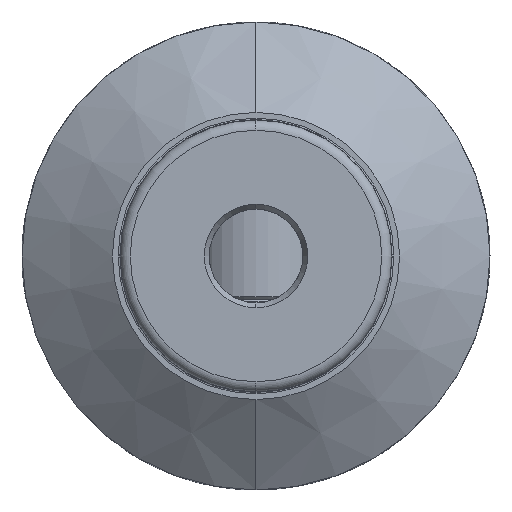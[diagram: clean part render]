
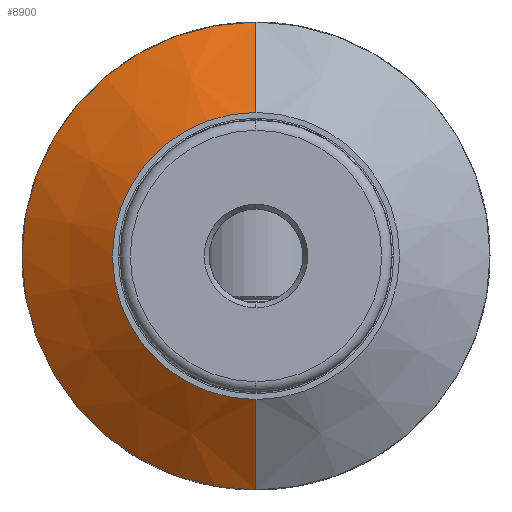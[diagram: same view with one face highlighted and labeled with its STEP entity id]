
A CAD part, left-side view. The second image highlights one B-rep face of the part: STEP entity #8900.
In plain terms, the highlighted conical face has half-angle 55 degrees and reference radius 27.5 mm.
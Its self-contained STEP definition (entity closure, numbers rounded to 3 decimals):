
#770 = EDGE_CURVE ( 'NONE', #36826, #10802, #7979, .T. ) ;
#2106 = DIRECTION ( 'NONE',  ( 0.574, 0., 0.819 ) ) ;
#2848 = VERTEX_POINT ( 'NONE', #17342 ) ;
#3017 = CARTESIAN_POINT ( 'NONE',  ( 1.698, 0., 0. ) ) ;
#3357 = EDGE_CURVE ( 'NONE', #7080, #18825, #24327, .T. ) ;
#7080 = VERTEX_POINT ( 'NONE', #45723 ) ;
#7979 = CIRCLE ( 'NONE', #22116, 27.5 ) ;
#8900 = ADVANCED_FACE ( 'NONE', ( #53526 ), #41827, .T. ) ;
#9048 = CARTESIAN_POINT ( 'NONE',  ( 1.698, 0., 27.5 ) ) ;
#10397 = CARTESIAN_POINT ( 'NONE',  ( 1.698, 0., 27.5 ) ) ;
#10802 = VERTEX_POINT ( 'NONE', #44765 ) ;
#11324 = DIRECTION ( 'NONE',  ( 0., 0., 1. ) ) ;
#12828 = AXIS2_PLACEMENT_3D ( 'NONE', #16240, #41698, #45511 ) ;
#13217 = VECTOR ( 'NONE', #2106, 1000. ) ;
#14177 = ORIENTED_EDGE ( 'NONE', *, *, #770, .T. ) ;
#14183 = DIRECTION ( 'NONE',  ( -1., 0., 0. ) ) ;
#14762 = ORIENTED_EDGE ( 'NONE', *, *, #24139, .F. ) ;
#15670 = VECTOR ( 'NONE', #31810, 1000. ) ;
#16240 = CARTESIAN_POINT ( 'NONE',  ( 1.698, 0., 0. ) ) ;
#17342 = CARTESIAN_POINT ( 'NONE',  ( -5.744, 0., -16.872 ) ) ;
#17805 = AXIS2_PLACEMENT_3D ( 'NONE', #44176, #14183, #27509 ) ;
#18619 = CIRCLE ( 'NONE', #17805, 16.872 ) ;
#18825 = VERTEX_POINT ( 'NONE', #10397 ) ;
#22116 = AXIS2_PLACEMENT_3D ( 'NONE', #48752, #31770, #11324 ) ;
#22275 = ORIENTED_EDGE ( 'NONE', *, *, #50886, .F. ) ;
#22435 = AXIS2_PLACEMENT_3D ( 'NONE', #3017, #48417, #27958 ) ;
#22830 = EDGE_CURVE ( 'NONE', #18825, #36826, #39752, .T. ) ;
#24139 = EDGE_CURVE ( 'NONE', #7080, #2848, #18619, .T. ) ;
#24327 = LINE ( 'NONE', #9048, #13217 ) ;
#24357 = CARTESIAN_POINT ( 'NONE',  ( 1.698, 27.5, 0. ) ) ;
#24889 = ORIENTED_EDGE ( 'NONE', *, *, #22830, .T. ) ;
#27509 = DIRECTION ( 'NONE',  ( 0., 0., 1. ) ) ;
#27958 = DIRECTION ( 'NONE',  ( 0., 0., -1. ) ) ;
#31770 = DIRECTION ( 'NONE',  ( -1., 0., 0. ) ) ;
#31810 = DIRECTION ( 'NONE',  ( 0.574, 0., -0.819 ) ) ;
#34978 = CARTESIAN_POINT ( 'NONE',  ( 1.698, 0., -27.5 ) ) ;
#36826 = VERTEX_POINT ( 'NONE', #24357 ) ;
#39657 = EDGE_LOOP ( 'NONE', ( #14762, #41049, #24889, #14177, #22275 ) ) ;
#39752 = CIRCLE ( 'NONE', #12828, 27.5 ) ;
#41049 = ORIENTED_EDGE ( 'NONE', *, *, #3357, .T. ) ;
#41698 = DIRECTION ( 'NONE',  ( -1., 0., 0. ) ) ;
#41827 = CONICAL_SURFACE ( 'NONE', #22435, 27.5, 0.96 ) ;
#43825 = LINE ( 'NONE', #34978, #15670 ) ;
#44176 = CARTESIAN_POINT ( 'NONE',  ( -5.744, 0., 0. ) ) ;
#44765 = CARTESIAN_POINT ( 'NONE',  ( 1.698, 0., -27.5 ) ) ;
#45511 = DIRECTION ( 'NONE',  ( 0., 0., 1. ) ) ;
#45723 = CARTESIAN_POINT ( 'NONE',  ( -5.744, 0., 16.872 ) ) ;
#48417 = DIRECTION ( 'NONE',  ( 1., 0., 0. ) ) ;
#48752 = CARTESIAN_POINT ( 'NONE',  ( 1.698, 0., 0. ) ) ;
#50886 = EDGE_CURVE ( 'NONE', #2848, #10802, #43825, .T. ) ;
#53526 = FACE_OUTER_BOUND ( 'NONE', #39657, .T. ) ;
